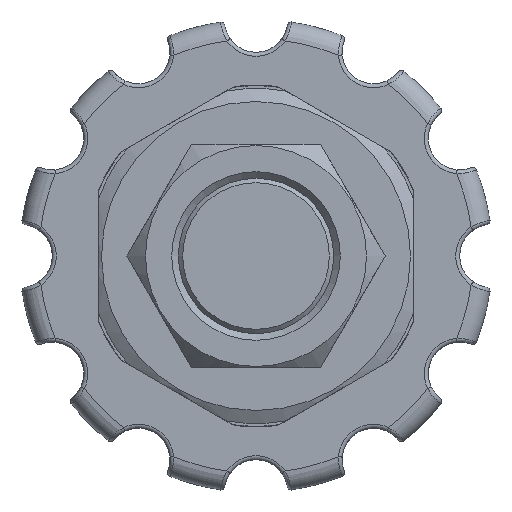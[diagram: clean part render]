
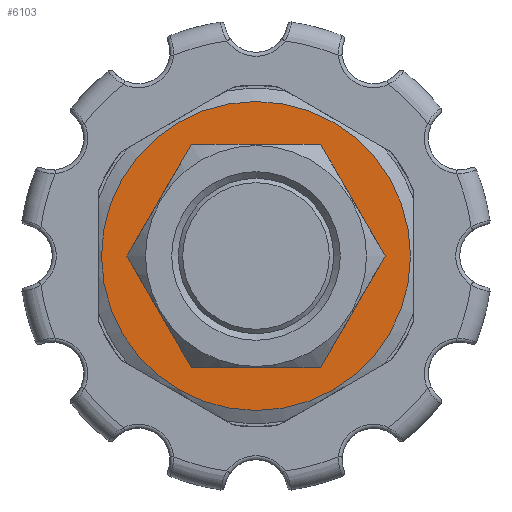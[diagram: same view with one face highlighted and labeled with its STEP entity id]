
A CAD part, left-side view. The second image highlights one B-rep face of the part: STEP entity #6103.
In plain terms, the highlighted planar face has unit normal (-1, 0, 0).
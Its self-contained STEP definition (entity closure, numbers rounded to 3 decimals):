
#132=PLANE('',#6420);
#651=CIRCLE('',#6421,11.75);
#652=CIRCLE('',#6422,8.2);
#1036=ORIENTED_EDGE('',*,*,#2310,.T.);
#1037=ORIENTED_EDGE('',*,*,#2311,.T.);
#2310=EDGE_CURVE('',#2935,#2935,#651,.T.);
#2311=EDGE_CURVE('',#2936,#2936,#652,.T.);
#2935=VERTEX_POINT('',#8387);
#2936=VERTEX_POINT('',#8389);
#3480=EDGE_LOOP('',(#1036));
#3481=EDGE_LOOP('',(#1037));
#3798=FACE_BOUND('',#3480,.T.);
#3799=FACE_BOUND('',#3481,.T.);
#6103=ADVANCED_FACE('',(#3798,#3799),#132,.F.);
#6420=AXIS2_PLACEMENT_3D('',#8385,#7046,#7047);
#6421=AXIS2_PLACEMENT_3D('',#8386,#7048,#7049);
#6422=AXIS2_PLACEMENT_3D('',#8388,#7050,#7051);
#7046=DIRECTION('',(1.,0.,0.));
#7047=DIRECTION('',(0.,0.,1.));
#7048=DIRECTION('',(-1.,0.,0.));
#7049=DIRECTION('',(0.,-1.,0.));
#7050=DIRECTION('',(1.,0.,0.));
#7051=DIRECTION('',(0.,1.,0.));
#8385=CARTESIAN_POINT('',(10.5,12.,-6.928));
#8386=CARTESIAN_POINT('',(10.5,0.,0.));
#8387=CARTESIAN_POINT('',(10.5,-11.75,0.));
#8388=CARTESIAN_POINT('',(10.5,0.,0.));
#8389=CARTESIAN_POINT('',(10.5,8.2,0.));
